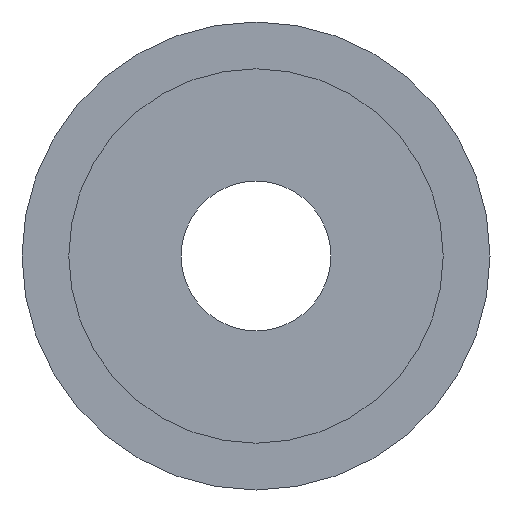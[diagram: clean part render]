
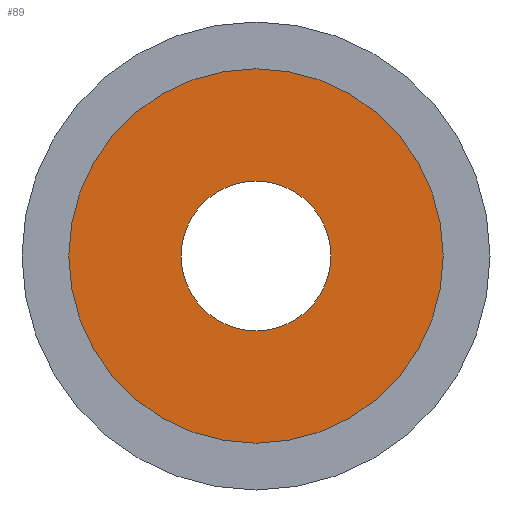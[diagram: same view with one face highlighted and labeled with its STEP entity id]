
A CAD part, front view. The second image highlights one B-rep face of the part: STEP entity #89.
In plain terms, the highlighted planar face has unit normal (0, -1, 0).
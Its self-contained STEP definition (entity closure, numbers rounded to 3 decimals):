
#26=FACE_BOUND('',#41,.T.);
#32=FACE_OUTER_BOUND('',#40,.T.);
#40=EDGE_LOOP('',(#79));
#41=EDGE_LOOP('',(#80));
#46=CIRCLE('',#112,1.6);
#47=CIRCLE('',#114,4.);
#52=VERTEX_POINT('',#159);
#53=VERTEX_POINT('',#163);
#60=EDGE_CURVE('',#52,#52,#46,.T.);
#62=EDGE_CURVE('',#53,#53,#47,.T.);
#79=ORIENTED_EDGE('',*,*,#62,.F.);
#80=ORIENTED_EDGE('',*,*,#60,.F.);
#83=PLANE('',#115);
#89=ADVANCED_FACE('',(#32,#26),#83,.F.);
#112=AXIS2_PLACEMENT_3D('',#161,#136,#137);
#114=AXIS2_PLACEMENT_3D('',#165,#141,#142);
#115=AXIS2_PLACEMENT_3D('',#166,#143,#144);
#136=DIRECTION('center_axis',(0.,-1.,0.));
#137=DIRECTION('ref_axis',(-1.,0.,0.));
#141=DIRECTION('center_axis',(0.,1.,0.));
#142=DIRECTION('ref_axis',(-1.,0.,0.));
#143=DIRECTION('center_axis',(0.,1.,0.));
#144=DIRECTION('ref_axis',(-1.,0.,0.));
#159=CARTESIAN_POINT('',(1.6,4.,0.));
#161=CARTESIAN_POINT('Origin',(0.,4.,0.));
#163=CARTESIAN_POINT('',(4.,4.,0.));
#165=CARTESIAN_POINT('Origin',(0.,4.,0.));
#166=CARTESIAN_POINT('Origin',(0.,4.,0.));
